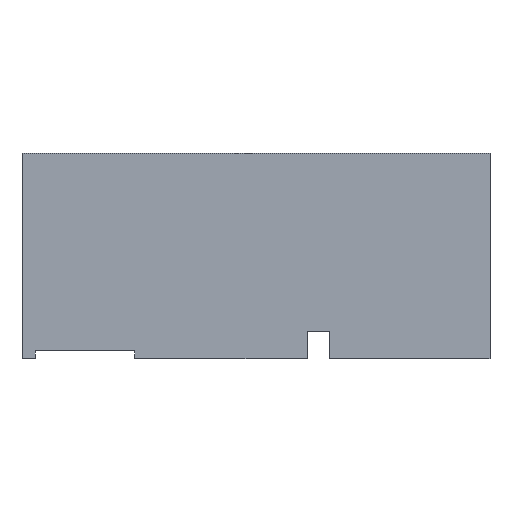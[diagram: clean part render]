
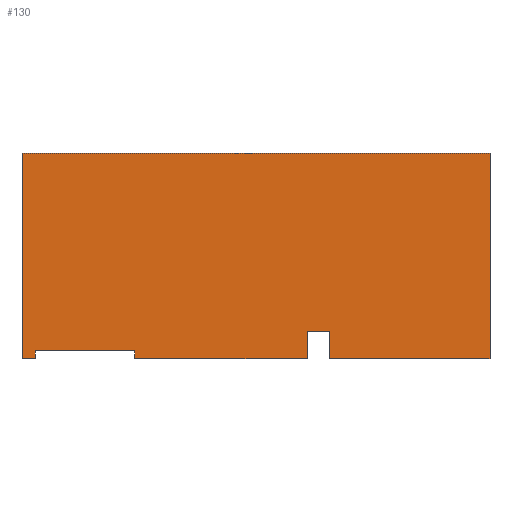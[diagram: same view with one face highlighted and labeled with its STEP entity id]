
A CAD part, top view. The second image highlights one B-rep face of the part: STEP entity #130.
In plain terms, the highlighted planar face has unit normal (0, 0, 1).
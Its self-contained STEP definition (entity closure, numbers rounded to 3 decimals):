
#27=CARTESIAN_POINT('',(0.,-106.,4.));
#28=DIRECTION('',(0.,0.,1.));
#29=DIRECTION('',(1.,0.,0.));
#30=AXIS2_PLACEMENT_3D('',#27,#28,#29);
#31=PLANE('',#30);
#32=CARTESIAN_POINT('',(240.,-106.,4.));
#33=VERTEX_POINT('',#32);
#34=CARTESIAN_POINT('',(450.,-106.,4.));
#35=VERTEX_POINT('',#34);
#36=CARTESIAN_POINT('',(240.,-106.,4.));
#37=DIRECTION('',(1.,0.,0.));
#38=VECTOR('',#37,210.);
#39=LINE('',#36,#38);
#40=EDGE_CURVE('',#33,#35,#39,.T.);
#41=ORIENTED_EDGE('',*,*,#40,.F.);
#42=CARTESIAN_POINT('',(240.,-198.,4.));
#43=VERTEX_POINT('',#42);
#44=CARTESIAN_POINT('',(240.,-106.,4.));
#45=DIRECTION('',(0.,-1.,0.));
#46=VECTOR('',#45,92.);
#47=LINE('',#44,#46);
#48=EDGE_CURVE('',#33,#43,#47,.T.);
#49=ORIENTED_EDGE('',*,*,#48,.T.);
#50=CARTESIAN_POINT('',(246.,-198.,4.));
#51=VERTEX_POINT('',#50);
#52=CARTESIAN_POINT('',(246.,-198.,4.));
#53=DIRECTION('',(-1.,-0.,0.));
#54=VECTOR('',#53,6.);
#55=LINE('',#52,#54);
#56=EDGE_CURVE('',#51,#43,#55,.T.);
#57=ORIENTED_EDGE('',*,*,#56,.F.);
#58=CARTESIAN_POINT('',(246.,-194.5,4.));
#59=VERTEX_POINT('',#58);
#60=CARTESIAN_POINT('',(246.,-194.5,4.));
#61=DIRECTION('',(0.,-1.,0.));
#62=VECTOR('',#61,3.5);
#63=LINE('',#60,#62);
#64=EDGE_CURVE('',#59,#51,#63,.T.);
#65=ORIENTED_EDGE('',*,*,#64,.F.);
#66=CARTESIAN_POINT('',(290.5,-194.5,4.));
#67=VERTEX_POINT('',#66);
#68=CARTESIAN_POINT('',(290.5,-194.5,4.));
#69=DIRECTION('',(-1.,0.,0.));
#70=VECTOR('',#69,44.5);
#71=LINE('',#68,#70);
#72=EDGE_CURVE('',#67,#59,#71,.T.);
#73=ORIENTED_EDGE('',*,*,#72,.F.);
#74=CARTESIAN_POINT('',(290.5,-198.,4.));
#75=VERTEX_POINT('',#74);
#76=CARTESIAN_POINT('',(290.5,-198.,4.));
#77=DIRECTION('',(0.,1.,0.));
#78=VECTOR('',#77,3.5);
#79=LINE('',#76,#78);
#80=EDGE_CURVE('',#75,#67,#79,.T.);
#81=ORIENTED_EDGE('',*,*,#80,.F.);
#82=CARTESIAN_POINT('',(368.,-198.,4.));
#83=VERTEX_POINT('',#82);
#84=CARTESIAN_POINT('',(368.,-198.,4.));
#85=DIRECTION('',(-1.,0.,0.));
#86=VECTOR('',#85,77.5);
#87=LINE('',#84,#86);
#88=EDGE_CURVE('',#83,#75,#87,.T.);
#89=ORIENTED_EDGE('',*,*,#88,.F.);
#90=CARTESIAN_POINT('',(368.,-186.,4.));
#91=VERTEX_POINT('',#90);
#92=CARTESIAN_POINT('',(368.,-186.,4.));
#93=DIRECTION('',(0.,-1.,0.));
#94=VECTOR('',#93,12.);
#95=LINE('',#92,#94);
#96=EDGE_CURVE('',#91,#83,#95,.T.);
#97=ORIENTED_EDGE('',*,*,#96,.F.);
#98=CARTESIAN_POINT('',(378.,-186.,4.));
#99=VERTEX_POINT('',#98);
#100=CARTESIAN_POINT('',(378.,-186.,4.));
#101=DIRECTION('',(-1.,0.,0.));
#102=VECTOR('',#101,10.);
#103=LINE('',#100,#102);
#104=EDGE_CURVE('',#99,#91,#103,.T.);
#105=ORIENTED_EDGE('',*,*,#104,.F.);
#106=CARTESIAN_POINT('',(378.,-198.,4.));
#107=VERTEX_POINT('',#106);
#108=CARTESIAN_POINT('',(378.,-198.,4.));
#109=DIRECTION('',(0.,1.,0.));
#110=VECTOR('',#109,12.);
#111=LINE('',#108,#110);
#112=EDGE_CURVE('',#107,#99,#111,.T.);
#113=ORIENTED_EDGE('',*,*,#112,.F.);
#114=CARTESIAN_POINT('',(450.,-198.,4.));
#115=VERTEX_POINT('',#114);
#116=CARTESIAN_POINT('',(450.,-198.,4.));
#117=DIRECTION('',(-1.,0.,0.));
#118=VECTOR('',#117,72.);
#119=LINE('',#116,#118);
#120=EDGE_CURVE('',#115,#107,#119,.T.);
#121=ORIENTED_EDGE('',*,*,#120,.F.);
#122=CARTESIAN_POINT('',(450.,-106.,4.));
#123=DIRECTION('',(-0.,-1.,0.));
#124=VECTOR('',#123,92.);
#125=LINE('',#122,#124);
#126=EDGE_CURVE('',#35,#115,#125,.T.);
#127=ORIENTED_EDGE('',*,*,#126,.F.);
#128=EDGE_LOOP('',(#41,#49,#57,#65,#73,#81,#89,#97,#105,#113,#121,#127));
#129=FACE_BOUND('',#128,.T.);
#130=ADVANCED_FACE('',(#129),#31,.T.);
